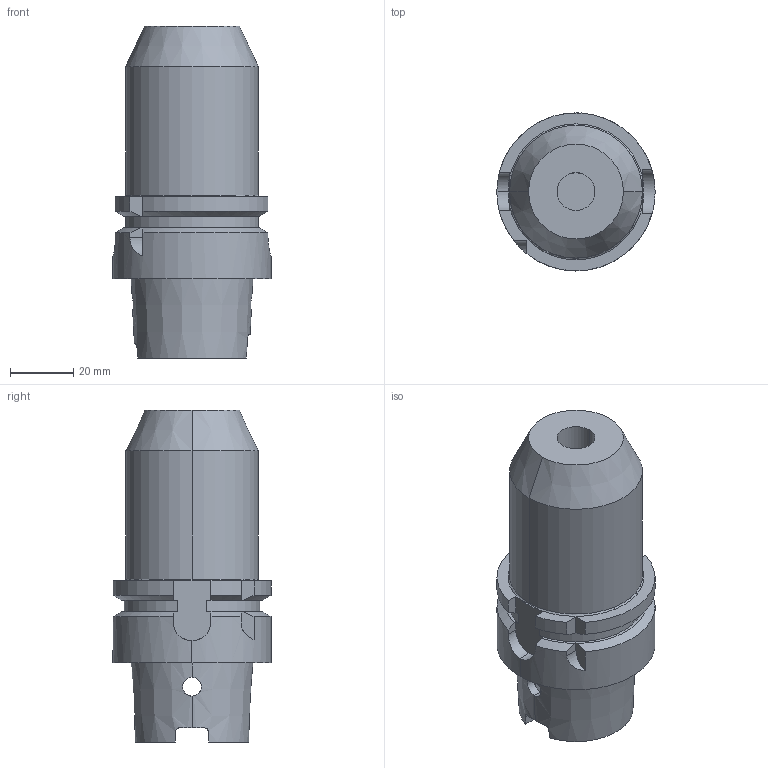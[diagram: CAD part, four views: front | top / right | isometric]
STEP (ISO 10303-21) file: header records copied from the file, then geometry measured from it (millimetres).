
FILE_DESCRIPTION (( 'STEP AP203' ), '1' );
FILE_NAME ('STP-32808.STEP', '2021-03-18T08:56:25', ( '' ), ( '' ), 'SwSTEP 2.0', 'SolidWorks 2017', '' );
FILE_SCHEMA (( 'CONFIG_CONTROL_DESIGN' ));
Length unit declared in the file: millimetre
Products named in the file (1): STP-32808
Bounding box: 50 x 50 x 105 mm (x, y, z)
Volume: 115075.7 mm3; surface area: 23075.5 mm2
Topology: 1 solids, 1 shells, 84 faces, 224 edges, 141 vertices
Faces by surface type: plane 35, cylinder 31, cone 12, torus 6
Entity records: 3145 total; most frequent: CARTESIAN_POINT 987, ORIENTED_EDGE 448, DIRECTION 430, EDGE_CURVE 224, AXIS2_PLACEMENT_3D 162, VERTEX_POINT 141, LINE 106, VECTOR 106
